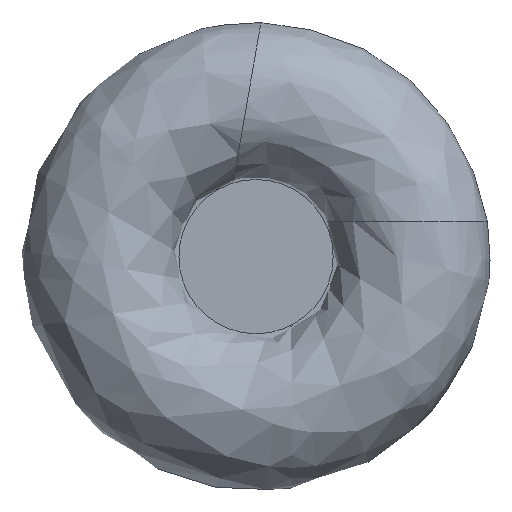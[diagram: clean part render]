
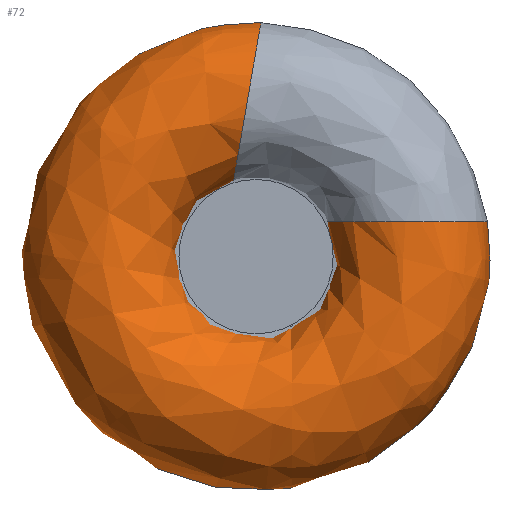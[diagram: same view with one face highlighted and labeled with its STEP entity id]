
A CAD part, left-side view. The second image highlights one B-rep face of the part: STEP entity #72.
In plain terms, the highlighted free-form (B-spline) face has degree [3, 3] with [7, 7] control points.
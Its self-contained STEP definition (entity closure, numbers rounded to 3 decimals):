
#72=ADVANCED_FACE('',(#92,#93),#90,.F.);
#90=(
BOUNDED_SURFACE()
B_SPLINE_SURFACE(3,3,((#348,#349,#350,#351,#352,#353,#354),(#355,#356,#357,
#358,#359,#360,#361),(#362,#363,#364,#365,#366,#367,#368),(#369,#370,#371,
#372,#373,#374,#375),(#376,#377,#378,#379,#380,#381,#382),(#383,#384,#385,
#386,#387,#388,#389),(#390,#391,#392,#393,#394,#395,#396)),
 .UNSPECIFIED.,.T.,.F.,.F.)
B_SPLINE_SURFACE_WITH_KNOTS((1,3,3,3,1),(4,3,4),(-0.5,0.,0.5,1.,1.5),(0.,
0.5,1.),.UNSPECIFIED.)
GEOMETRIC_REPRESENTATION_ITEM()
RATIONAL_B_SPLINE_SURFACE(((1.,0.562,0.562,1.,0.562,
0.562,1.),(0.333,0.187,0.187,
0.333,0.187,0.187,0.333),
(0.333,0.187,0.187,0.333,
0.187,0.187,0.333),(1.,0.562,
0.562,1.,0.562,0.562,1.),(0.333,
0.187,0.187,0.333,0.187,
0.187,0.333),(0.333,0.187,
0.187,0.333,0.187,0.187,
0.333),(1.,0.562,0.562,1.,0.562,
0.562,1.)))
REPRESENTATION_ITEM('')
SURFACE()
);
#92=FACE_BOUND('',#124,.T.);
#93=FACE_BOUND('',#125,.T.);
#124=EDGE_LOOP('',(#158));
#125=EDGE_LOOP('',(#159));
#158=ORIENTED_EDGE('',*,*,#209,.F.);
#159=ORIENTED_EDGE('',*,*,#210,.F.);
#192=VERTEX_POINT('',#345);
#193=VERTEX_POINT('',#347);
#209=EDGE_CURVE('',#192,#192,#226,.T.);
#210=EDGE_CURVE('',#193,#193,#227,.T.);
#226=CIRCLE('',#244,3.5);
#227=CIRCLE('',#245,3.5);
#244=AXIS2_PLACEMENT_3D('',#344,#278,#279);
#245=AXIS2_PLACEMENT_3D('',#346,#280,#281);
#278=DIRECTION('',(0.,-0.985,-0.17));
#279=DIRECTION('',(1.,0.,0.));
#280=DIRECTION('',(0.,0.,1.));
#281=DIRECTION('',(1.,0.,0.));
#344=CARTESIAN_POINT('',(3.5,0.389,6.549));
#345=CARTESIAN_POINT('',(7.,0.389,6.549));
#346=CARTESIAN_POINT('',(3.5,-6.387,1.5));
#347=CARTESIAN_POINT('',(7.,-6.387,1.5));
#348=CARTESIAN_POINT('',(7.,-6.387,1.5));
#349=CARTESIAN_POINT('',(7.,-8.059,-5.619));
#350=CARTESIAN_POINT('',(7.,-1.944,-9.63));
#351=CARTESIAN_POINT('',(7.,3.92,-5.261));
#352=CARTESIAN_POINT('',(7.,9.784,-0.892));
#353=CARTESIAN_POINT('',(7.,7.689,6.115));
#354=CARTESIAN_POINT('',(7.,0.389,6.549));
#355=CARTESIAN_POINT('',(7.,0.613,1.5));
#356=CARTESIAN_POINT('',(7.,-1.059,2.184));
#357=CARTESIAN_POINT('',(7.,-2.274,0.847));
#358=CARTESIAN_POINT('',(7.,-1.435,-0.752));
#359=CARTESIAN_POINT('',(7.,-0.597,-2.352));
#360=CARTESIAN_POINT('',(7.,1.194,-2.113));
#361=CARTESIAN_POINT('',(7.,1.583,-0.349));
#362=CARTESIAN_POINT('',(0.,0.613,1.5));
#363=CARTESIAN_POINT('',(0.,-1.059,2.184));
#364=CARTESIAN_POINT('',(0.,-2.274,0.847));
#365=CARTESIAN_POINT('',(0.,-1.435,-0.752));
#366=CARTESIAN_POINT('',(0.,-0.597,-2.352));
#367=CARTESIAN_POINT('',(0.,1.194,-2.113));
#368=CARTESIAN_POINT('',(0.,1.583,-0.349));
#369=CARTESIAN_POINT('',(0.,-6.387,1.5));
#370=CARTESIAN_POINT('',(0.,-8.059,-5.619));
#371=CARTESIAN_POINT('',(0.,-1.944,-9.63));
#372=CARTESIAN_POINT('',(0.,3.92,-5.261));
#373=CARTESIAN_POINT('',(0.,9.784,-0.892));
#374=CARTESIAN_POINT('',(0.,7.689,6.115));
#375=CARTESIAN_POINT('',(0.,0.389,6.549));
#376=CARTESIAN_POINT('',(0.,-13.387,1.5));
#377=CARTESIAN_POINT('',(0.,-15.059,-13.421));
#378=CARTESIAN_POINT('',(0.,-1.614,-20.107));
#379=CARTESIAN_POINT('',(0.,9.275,-9.769));
#380=CARTESIAN_POINT('',(0.,20.164,0.569));
#381=CARTESIAN_POINT('',(0.,14.184,14.342));
#382=CARTESIAN_POINT('',(0.,-0.804,13.446));
#383=CARTESIAN_POINT('',(7.,-13.387,1.5));
#384=CARTESIAN_POINT('',(7.,-15.059,-13.421));
#385=CARTESIAN_POINT('',(7.,-1.614,-20.107));
#386=CARTESIAN_POINT('',(7.,9.275,-9.769));
#387=CARTESIAN_POINT('',(7.,20.164,0.569));
#388=CARTESIAN_POINT('',(7.,14.184,14.342));
#389=CARTESIAN_POINT('',(7.,-0.804,13.446));
#390=CARTESIAN_POINT('',(7.,-6.387,1.5));
#391=CARTESIAN_POINT('',(7.,-8.059,-5.619));
#392=CARTESIAN_POINT('',(7.,-1.944,-9.63));
#393=CARTESIAN_POINT('',(7.,3.92,-5.261));
#394=CARTESIAN_POINT('',(7.,9.784,-0.892));
#395=CARTESIAN_POINT('',(7.,7.689,6.115));
#396=CARTESIAN_POINT('',(7.,0.389,6.549));
